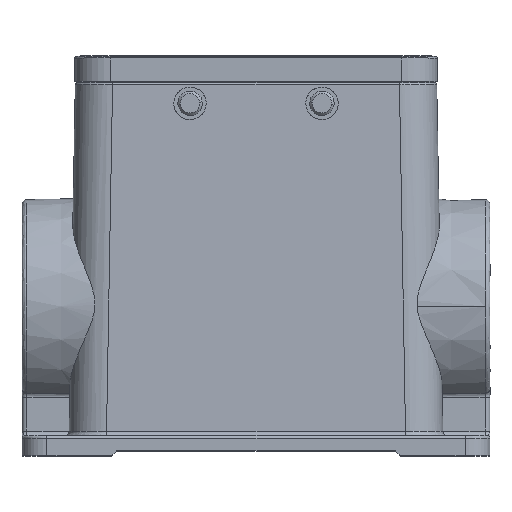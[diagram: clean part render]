
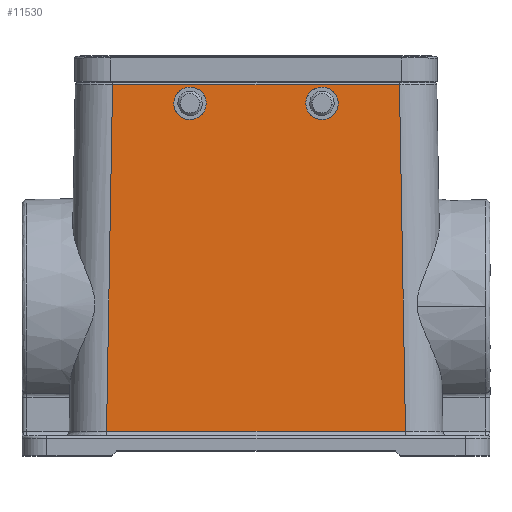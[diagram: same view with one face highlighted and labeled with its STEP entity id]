
A CAD part, top view. The second image highlights one B-rep face of the part: STEP entity #11530.
In plain terms, the highlighted planar face has unit normal (0, 0.018, 1).
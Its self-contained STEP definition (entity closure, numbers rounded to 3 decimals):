
#2118 =( BOUNDED_CURVE ( )  B_SPLINE_CURVE ( 3, ( #7527, #7526, #7525, #7524 ),
 .UNSPECIFIED., .F., .F. ) 
 B_SPLINE_CURVE_WITH_KNOTS ( ( 4, 4 ),
 ( 4.816, 7.958 ),
 .UNSPECIFIED. ) 
 CURVE ( )  GEOMETRIC_REPRESENTATION_ITEM ( )  RATIONAL_B_SPLINE_CURVE ( ( 1., 0.333, 0.333, 1. ) ) 
 REPRESENTATION_ITEM ( '' )  );
#2146 =( BOUNDED_CURVE ( )  B_SPLINE_CURVE ( 3, ( #9981, #9975, #9944, #9978 ),
 .UNSPECIFIED., .F., .F. ) 
 B_SPLINE_CURVE_WITH_KNOTS ( ( 4, 4 ),
 ( 4.609, 7.75 ),
 .UNSPECIFIED. ) 
 CURVE ( )  GEOMETRIC_REPRESENTATION_ITEM ( )  RATIONAL_B_SPLINE_CURVE ( ( 1., 0.333, 0.333, 1. ) ) 
 REPRESENTATION_ITEM ( '' )  );
#2230 = VECTOR ( 'NONE', #3331, 1000. ) ;
#2267 = VECTOR ( 'NONE', #6436, 1000. ) ;
#3114 = CARTESIAN_POINT ( 'NONE',  ( 16.483, -6.536, 21.579 ) ) ;
#3115 = CARTESIAN_POINT ( 'NONE',  ( 15.811, -13.001, 21.692 ) ) ;
#3116 = CARTESIAN_POINT ( 'NONE',  ( 9.346, -12.329, 21.68 ) ) ;
#3117 = CARTESIAN_POINT ( 'NONE',  ( 10.017, -5.864, 21.567 ) ) ;
#3329 = LINE ( 'NONE', #3330, #2230 ) ;
#3330 = CARTESIAN_POINT ( 'NONE',  ( -28.809, -2.491, 21.509 ) ) ;
#3331 = DIRECTION ( 'NONE',  ( -0.017, -1., 0.017 ) ) ;
#4077 = EDGE_CURVE ( 'NONE', #6157, #6183, #2146, .T. ) ;
#4082 = EDGE_CURVE ( 'NONE', #6199, #6198, #2118, .T. ) ;
#4317 = VERTEX_POINT ( 'NONE', #4649 ) ;
#4319 = VERTEX_POINT ( 'NONE', #4650 ) ;
#4322 = VERTEX_POINT ( 'NONE', #4652 ) ;
#4332 = VERTEX_POINT ( 'NONE', #4658 ) ;
#4649 = CARTESIAN_POINT ( 'NONE',  ( -30.023, -72.017, 22.722 ) ) ;
#4650 = CARTESIAN_POINT ( 'NONE',  ( -28.809, -2.491, 21.509 ) ) ;
#4652 = CARTESIAN_POINT ( 'NONE',  ( 28.81, -2.491, 21.509 ) ) ;
#4658 = CARTESIAN_POINT ( 'NONE',  ( 30.023, -72.017, 22.722 ) ) ;
#4700 = CARTESIAN_POINT ( 'NONE',  ( -16.483, -6.536, 21.579 ) ) ;
#4726 = CARTESIAN_POINT ( 'NONE',  ( -10.017, -5.864, 21.567 ) ) ;
#5692 = FACE_BOUND ( 'NONE', #10051, .T. ) ;
#5695 = FACE_OUTER_BOUND ( 'NONE', #10073, .T. ) ;
#5698 = FACE_BOUND ( 'NONE', #9916, .T. ) ;
#5699 = AXIS2_PLACEMENT_3D ( 'NONE', #7297, #7298, #7299 ) ;
#6157 = VERTEX_POINT ( 'NONE', #4700 ) ;
#6183 = VERTEX_POINT ( 'NONE', #4726 ) ;
#6198 = VERTEX_POINT ( 'NONE', #10640 ) ;
#6199 = VERTEX_POINT ( 'NONE', #10641 ) ;
#6434 = LINE ( 'NONE', #6435, #2267 ) ;
#6435 = CARTESIAN_POINT ( 'NONE',  ( 30.023, -72.017, 22.722 ) ) ;
#6436 = DIRECTION ( 'NONE',  ( -0.017, 1., -0.017 ) ) ;
#6703 = VECTOR ( 'NONE', #8025, 1000. ) ;
#6721 = VECTOR ( 'NONE', #8414, 1000. ) ;
#7296 = PLANE ( 'NONE',  #5699 ) ;
#7297 = CARTESIAN_POINT ( 'NONE',  ( -38.892, -2., 21.5 ) ) ;
#7298 = DIRECTION ( 'NONE',  ( 0., 0.017, 1. ) ) ;
#7299 = DIRECTION ( 'NONE',  ( 0., -1., 0.017 ) ) ;
#7524 = CARTESIAN_POINT ( 'NONE',  ( 16.483, -6.536, 21.579 ) ) ;
#7525 = CARTESIAN_POINT ( 'NONE',  ( 17.154, -0.071, 21.466 ) ) ;
#7526 = CARTESIAN_POINT ( 'NONE',  ( 10.689, 0.601, 21.455 ) ) ;
#7527 = CARTESIAN_POINT ( 'NONE',  ( 10.017, -5.864, 21.567 ) ) ;
#7556 =( BOUNDED_CURVE ( )  B_SPLINE_CURVE ( 3, ( #7970, #7971, #7972, #7973 ),
 .UNSPECIFIED., .F., .T. ) 
 B_SPLINE_CURVE_WITH_KNOTS ( ( 4, 4 ),
 ( 1.467, 4.609 ),
 .UNSPECIFIED. ) 
 CURVE ( )  GEOMETRIC_REPRESENTATION_ITEM ( )  RATIONAL_B_SPLINE_CURVE ( ( 1., 0.333, 0.333, 1. ) ) 
 REPRESENTATION_ITEM ( '' )  );
#7651 =( BOUNDED_CURVE ( )  B_SPLINE_CURVE ( 3, ( #3114, #3115, #3116, #3117 ),
 .UNSPECIFIED., .F., .F. ) 
 B_SPLINE_CURVE_WITH_KNOTS ( ( 4, 4 ),
 ( 1.674, 4.816 ),
 .UNSPECIFIED. ) 
 CURVE ( )  GEOMETRIC_REPRESENTATION_ITEM ( )  RATIONAL_B_SPLINE_CURVE ( ( 1., 0.333, 0.333, 1. ) ) 
 REPRESENTATION_ITEM ( '' )  );
#7970 = CARTESIAN_POINT ( 'NONE',  ( -10.017, -5.864, 21.567 ) ) ;
#7971 = CARTESIAN_POINT ( 'NONE',  ( -9.346, -12.329, 21.68 ) ) ;
#7972 = CARTESIAN_POINT ( 'NONE',  ( -15.811, -13.001, 21.692 ) ) ;
#7973 = CARTESIAN_POINT ( 'NONE',  ( -16.483, -6.536, 21.579 ) ) ;
#8023 = LINE ( 'NONE', #8024, #6703 ) ;
#8024 = CARTESIAN_POINT ( 'NONE',  ( -38.892, -2.491, 21.509 ) ) ;
#8025 = DIRECTION ( 'NONE',  ( -1., 0., 0. ) ) ;
#8412 = LINE ( 'NONE', #8413, #6721 ) ;
#8413 = CARTESIAN_POINT ( 'NONE',  ( -38.892, -72.017, 22.722 ) ) ;
#8414 = DIRECTION ( 'NONE',  ( 1., 0., 0. ) ) ;
#9614 = ORIENTED_EDGE ( 'NONE', *, *, #4082, .T. ) ;
#9656 = ORIENTED_EDGE ( 'NONE', *, *, #11351, .T. ) ;
#9659 = ORIENTED_EDGE ( 'NONE', *, *, #11453, .T. ) ;
#9666 = ORIENTED_EDGE ( 'NONE', *, *, #11423, .T. ) ;
#9680 = ORIENTED_EDGE ( 'NONE', *, *, #11388, .T. ) ;
#9682 = ORIENTED_EDGE ( 'NONE', *, *, #4077, .T. ) ;
#9686 = ORIENTED_EDGE ( 'NONE', *, *, #11320, .T. ) ;
#9763 = ORIENTED_EDGE ( 'NONE', *, *, #11332, .T. ) ;
#9916 = EDGE_LOOP ( 'NONE', ( #9682, #9686 ) ) ;
#9944 = CARTESIAN_POINT ( 'NONE',  ( -10.689, 0.601, 21.455 ) ) ;
#9975 = CARTESIAN_POINT ( 'NONE',  ( -17.154, -0.071, 21.466 ) ) ;
#9978 = CARTESIAN_POINT ( 'NONE',  ( -10.017, -5.864, 21.567 ) ) ;
#9981 = CARTESIAN_POINT ( 'NONE',  ( -16.483, -6.536, 21.579 ) ) ;
#10051 = EDGE_LOOP ( 'NONE', ( #9614, #9680 ) ) ;
#10073 = EDGE_LOOP ( 'NONE', ( #9659, #9763, #9666, #9656 ) ) ;
#10640 = CARTESIAN_POINT ( 'NONE',  ( 16.483, -6.536, 21.579 ) ) ;
#10641 = CARTESIAN_POINT ( 'NONE',  ( 10.017, -5.864, 21.567 ) ) ;
#11320 = EDGE_CURVE ( 'NONE', #6183, #6157, #7556, .T. ) ;
#11332 = EDGE_CURVE ( 'NONE', #4322, #4319, #8023, .T. ) ;
#11351 = EDGE_CURVE ( 'NONE', #4317, #4332, #8412, .T. ) ;
#11388 = EDGE_CURVE ( 'NONE', #6198, #6199, #7651, .T. ) ;
#11423 = EDGE_CURVE ( 'NONE', #4319, #4317, #3329, .T. ) ;
#11453 = EDGE_CURVE ( 'NONE', #4332, #4322, #6434, .T. ) ;
#11530 = ADVANCED_FACE ( 'NONE', ( #5692, #5695, #5698 ), #7296, .T. ) ;
